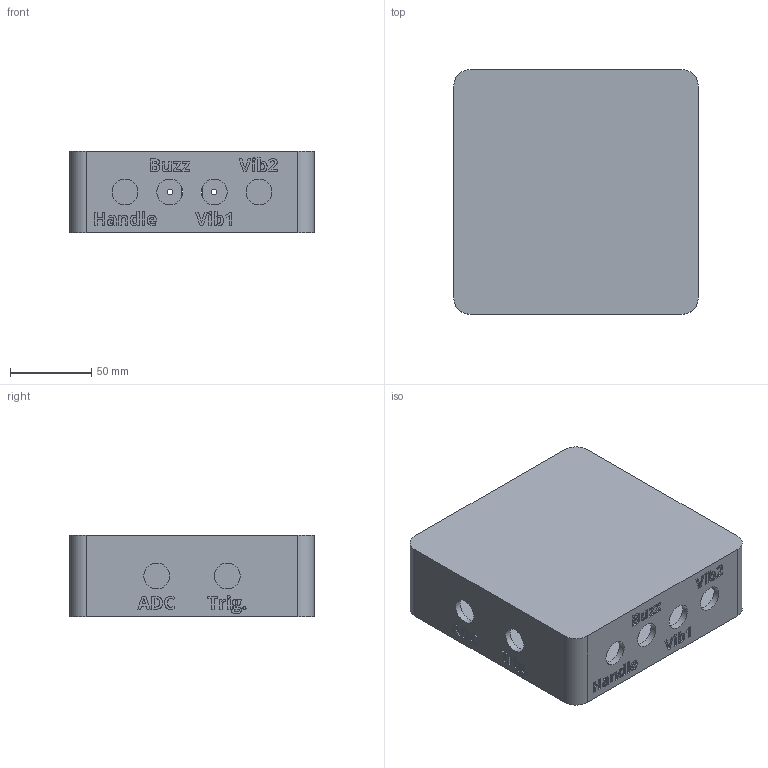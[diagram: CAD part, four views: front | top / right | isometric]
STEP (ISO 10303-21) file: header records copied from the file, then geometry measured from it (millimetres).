
FILE_DESCRIPTION(/* description */ ('STEP AP242','CAx-IF Rec.Pracs.---Representation and Presentation of Product Manufacturing Information (PMI)---4.0---2014-10-13','CAx-IF Rec.Pracs.---3D Tessellated Geometry---0.4---2014-09-14','2;1'),/* implementation_level */ '2;1');
FILE_NAME(/* name */ '658052e38db5d510a3864d7a',/* time_stamp */ '2023-12-18T14:10:45Z',/* author */ (''),/* organization */ (''),/* preprocessor_version */ 'ST-DEVELOPER v19.4',/* originating_system */ ' ',/* authorisation */ ' ');
FILE_SCHEMA (('AP242_MANAGED_MODEL_BASED_3D_ENGINEERING_MIM_LF { 1 0 10303 442 1 1 4 }'));
Length unit declared in the file: metre
Products named in the file (3): Assembly 1; Part 1
Assembly tree (2 placements, depth 2):
  Assembly 1
    Part 1
    Part 1
Bounding box: 150 x 150 x 50 mm (x, y, z)
Volume: 280097.3 mm3; surface area: 146230.1 mm2
Topology: 2 solids, 2 shells, 1276 faces, 3456 edges, 2307 vertices
Faces by surface type: plane 628, bspline 586, cylinder 48, torus 8, cone 6
Full cylindrical faces by diameter (mm): 2 x8, 3 x4, 3.5 x2, 5 x4, 15.8 x6
Entity records: 41528 total; most frequent: CARTESIAN_POINT 13420, ORIENTED_EDGE 6806, DIRECTION 3735, EDGE_CURVE 3403, VERTEX_POINT 2292, LINE 2113, VECTOR 2113, EDGE_LOOP 1463
